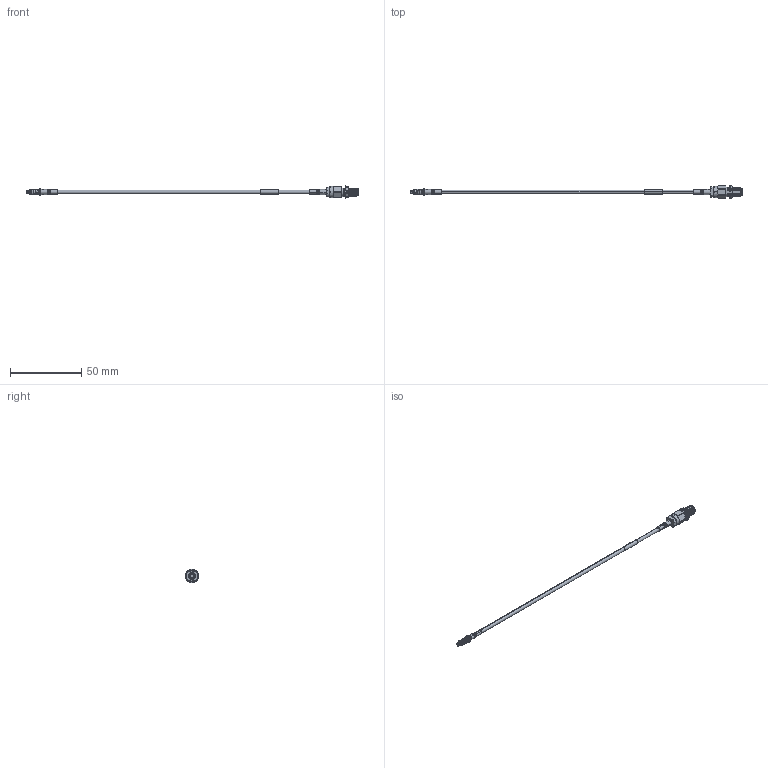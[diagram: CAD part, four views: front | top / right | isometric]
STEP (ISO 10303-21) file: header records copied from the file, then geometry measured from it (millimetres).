
FILE_DESCRIPTION (( 'STEP AP214' ), '1' );
FILE_NAME ('FMCA9743_3D.step', '2024-02-21T16:15:17', ( '' ), ( '' ), 'SwSTEP 2.0', 'SolidWorks 2022', '' );
FILE_SCHEMA (( 'AUTOMOTIVE_DESIGN' ));
Length unit declared in the file: inch
Products named in the file (6): PE4992; 1AW01-003_.110 ID; CA-PE-P086_2_Heatshrink_LONG; PE-P086HF_8 in Length; FMCA9743_3D; PE45536
Assembly tree (6 placements, depth 2):
  FMCA9743_3D
    PE-P086HF_8 in Length
    1AW01-003_.110 ID
    PE45536
    PE4992
    CA-PE-P086_2_Heatshrink_LONG  x2
Bounding box: 232.9 x 9.4 x 9.4 mm (x, y, z)
Volume: 2102.3 mm3; surface area: 3625 mm2
Topology: 8 solids, 8 shells, 402 faces, 1097 edges, 724 vertices
Faces by surface type: cylinder 142, plane 97, bspline 89, cone 58, torus 16
Entity records: 31276 total; most frequent: CARTESIAN_POINT 22063, ORIENTED_EDGE 2106, DIRECTION 1573, EDGE_CURVE 1053, VERTEX_POINT 700, AXIS2_PLACEMENT_3D 602, EDGE_LOOP 403, FACE_OUTER_BOUND 380
